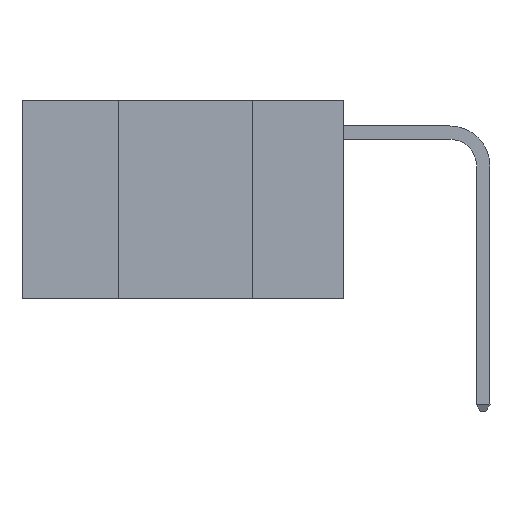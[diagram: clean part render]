
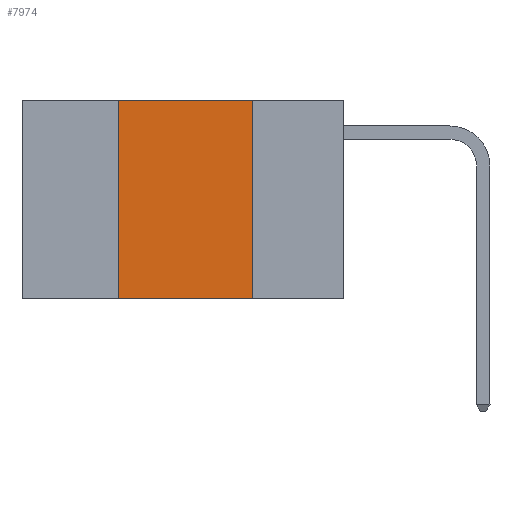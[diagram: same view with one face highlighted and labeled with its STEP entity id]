
A CAD part, left-side view. The second image highlights one B-rep face of the part: STEP entity #7974.
In plain terms, the highlighted planar face has unit normal (-1, 0, 0).
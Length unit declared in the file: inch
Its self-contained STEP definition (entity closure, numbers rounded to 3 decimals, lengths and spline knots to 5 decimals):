
#424 = VECTOR ( 'NONE', #1043, 39.37008 ) ;
#454 = CARTESIAN_POINT ( 'NONE',  ( 0., 0.42, 0. ) ) ;
#587 = VERTEX_POINT ( 'NONE', #4272 ) ;
#619 = VECTOR ( 'NONE', #6891, 39.37008 ) ;
#1043 = DIRECTION ( 'NONE',  ( 0., 0., 1. ) ) ;
#1121 = VERTEX_POINT ( 'NONE', #10017 ) ;
#1158 = LINE ( 'NONE', #3561, #1594 ) ;
#1306 = DIRECTION ( 'NONE',  ( 0., 0., -1. ) ) ;
#1331 = VERTEX_POINT ( 'NONE', #6275 ) ;
#1404 = FACE_OUTER_BOUND ( 'NONE', #2549, .T. ) ;
#1492 = EDGE_CURVE ( 'NONE', #587, #7360, #2590, .T. ) ;
#1594 = VECTOR ( 'NONE', #1306, 39.37008 ) ;
#1725 = ORIENTED_EDGE ( 'NONE', *, *, #9937, .F. ) ;
#2125 = CARTESIAN_POINT ( 'NONE',  ( 0., 0.6, 0. ) ) ;
#2549 = EDGE_LOOP ( 'NONE', ( #8621, #1725, #6908, #4934 ) ) ;
#2590 = LINE ( 'NONE', #9852, #424 ) ;
#2819 = EDGE_CURVE ( 'NONE', #1121, #1331, #1158, .T. ) ;
#2840 = LINE ( 'NONE', #2125, #8429 ) ;
#3093 = CARTESIAN_POINT ( 'NONE',  ( 0., 0.6, 0. ) ) ;
#3561 = CARTESIAN_POINT ( 'NONE',  ( 0., 0.17, 0. ) ) ;
#4272 = CARTESIAN_POINT ( 'NONE',  ( 0., 0.42, -0.37 ) ) ;
#4549 = PLANE ( 'NONE',  #9662 ) ;
#4934 = ORIENTED_EDGE ( 'NONE', *, *, #7443, .T. ) ;
#6270 = DIRECTION ( 'NONE',  ( 1., 0., 0. ) ) ;
#6275 = CARTESIAN_POINT ( 'NONE',  ( 0., 0.17, -0.37 ) ) ;
#6891 = DIRECTION ( 'NONE',  ( 0., -1., 0. ) ) ;
#6908 = ORIENTED_EDGE ( 'NONE', *, *, #1492, .F. ) ;
#6968 = DIRECTION ( 'NONE',  ( 0., -1., 0. ) ) ;
#7360 = VERTEX_POINT ( 'NONE', #454 ) ;
#7443 = EDGE_CURVE ( 'NONE', #587, #1331, #8352, .T. ) ;
#7974 = ADVANCED_FACE ( 'NONE', ( #1404 ), #4549, .F. ) ;
#8352 = LINE ( 'NONE', #9922, #619 ) ;
#8429 = VECTOR ( 'NONE', #6968, 39.37008 ) ;
#8621 = ORIENTED_EDGE ( 'NONE', *, *, #2819, .F. ) ;
#9407 = DIRECTION ( 'NONE',  ( 0., 0., -1. ) ) ;
#9662 = AXIS2_PLACEMENT_3D ( 'NONE', #3093, #6270, #9407 ) ;
#9852 = CARTESIAN_POINT ( 'NONE',  ( 0., 0.42, 0. ) ) ;
#9922 = CARTESIAN_POINT ( 'NONE',  ( 0., 0.6, -0.37 ) ) ;
#9937 = EDGE_CURVE ( 'NONE', #7360, #1121, #2840, .T. ) ;
#10017 = CARTESIAN_POINT ( 'NONE',  ( 0., 0.17, 0. ) ) ;
